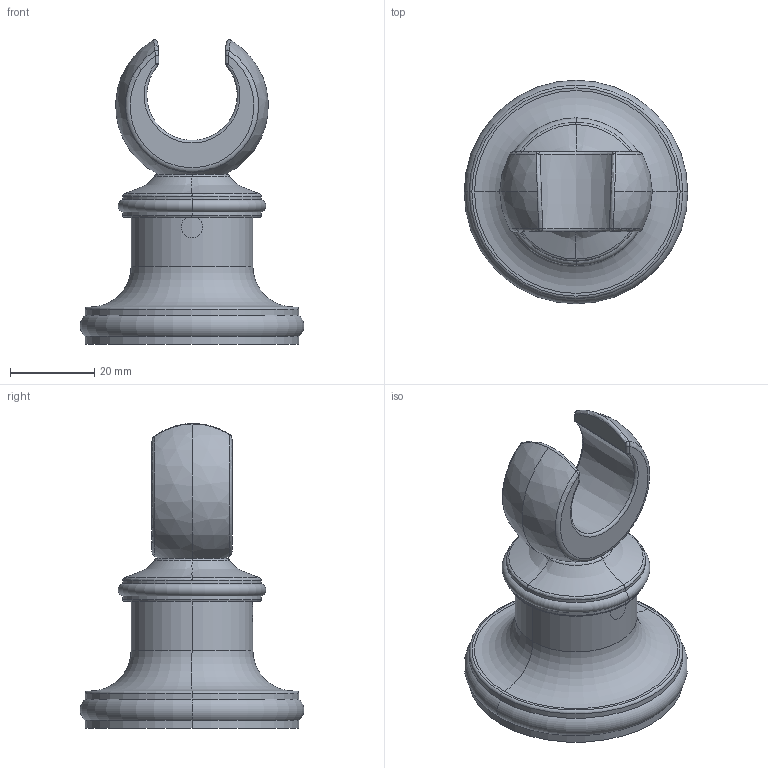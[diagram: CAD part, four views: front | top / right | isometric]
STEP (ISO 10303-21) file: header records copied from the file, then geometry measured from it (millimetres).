
FILE_DESCRIPTION((''),'2;1');
FILE_NAME('297_SW0001','2010-11-16T',('project'),(''),'PRO/ENGINEER BY PARAMETRIC TECHNOLOGY CORPORATION, 2009300','PRO/ENGINEER BY PARAMETRIC TECHNOLOGY CORPORATION, 2009300','');
FILE_SCHEMA(('CONFIG_CONTROL_DESIGN'));
Length unit declared in the file: inch
Products named in the file (1): 297_SW0001
Bounding box: 53.18 x 53.18 x 72.49 mm (x, y, z)
Surface area: 14360.5 mm2 (no closed solid volume)
Topology: 0 solids, 5 shells, 65 faces, 138 edges, 78 vertices
Faces by surface type: bspline 18, cylinder 16, torus 16, plane 8, sphere 6, cone 1
Entity records: 2882 total; most frequent: CARTESIAN_POINT 1527, DIRECTION 290, ORIENTED_EDGE 264, EDGE_CURVE 138, AXIS2_PLACEMENT_3D 135, CIRCLE 88, VERTEX_POINT 78, EDGE_LOOP 65
